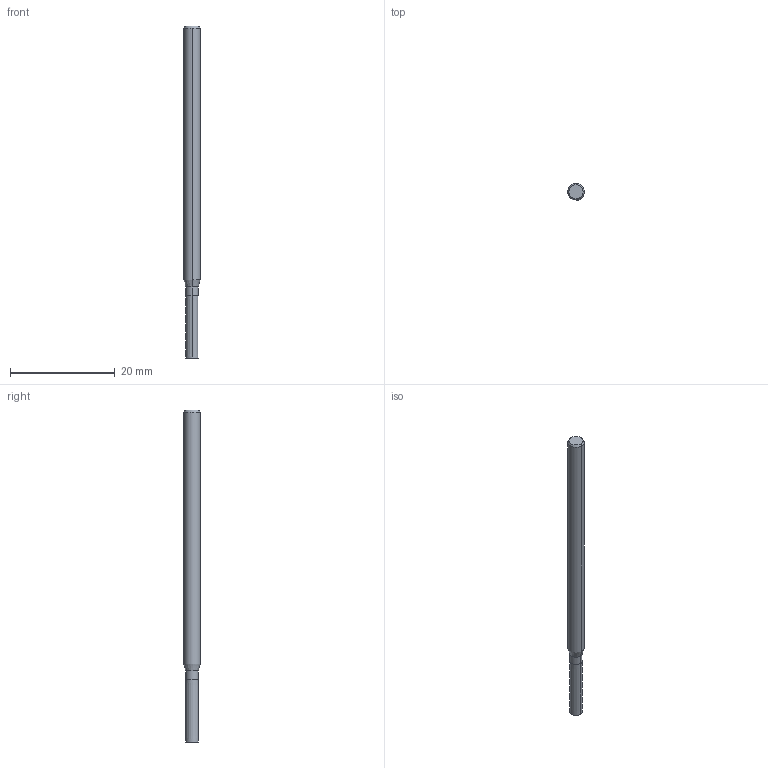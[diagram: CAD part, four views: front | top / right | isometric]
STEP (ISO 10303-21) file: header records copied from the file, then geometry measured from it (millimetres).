
FILE_DESCRIPTION(('no description'),'unknown implementation level');
FILE_NAME('solidukD7SZhAWhMjmRJI_IW7_GtRPdg_1.STP',' ',('CIMSOURCE GmbH'),('CADClick - KiM GmbH - www.kimweb.de'),'unknown preprocess','ACIS','unknown authorization');
FILE_SCHEMA(('automotive_design'));
Length unit declared in the file: millimetre
Products named in the file (2): NOCUT; CUT
Bounding box: 3.17 x 3.17 x 63.5 mm (x, y, z)
Volume: 452.5 mm3; surface area: 696.1 mm2
Topology: 2 solids, 2 shells, 34 faces, 79 edges, 50 vertices
Faces by surface type: cylinder 16, plane 10, cone 8
Entity records: 2142 total; most frequent: CARTESIAN_POINT 385, DIRECTION 175, STYLED_ITEM 165, PRESENTATION_STYLE_ASSIGNMENT 165, COLOUR_RGB 165, ORIENTED_EDGE 158, EDGE_CURVE 79, CURVE_STYLE 79
